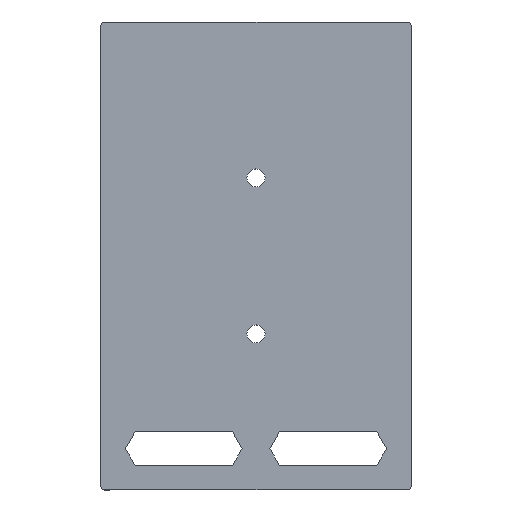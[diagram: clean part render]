
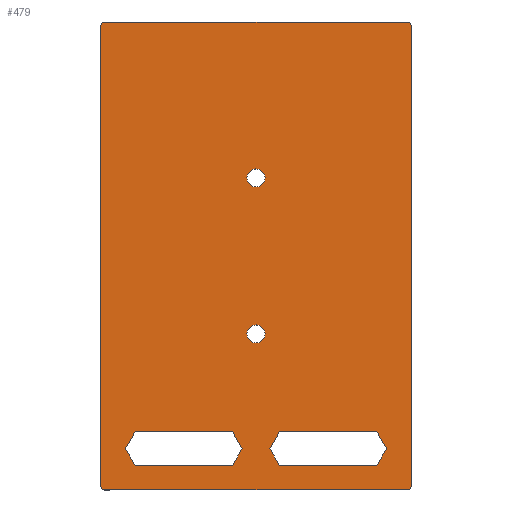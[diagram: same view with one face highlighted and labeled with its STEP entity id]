
A CAD part, top view. The second image highlights one B-rep face of the part: STEP entity #479.
In plain terms, the highlighted planar face has unit normal (0, 0, 1).
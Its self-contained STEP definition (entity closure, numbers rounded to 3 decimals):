
#15=FACE_BOUND('',#80,.T.);
#16=FACE_BOUND('',#81,.T.);
#17=FACE_BOUND('',#82,.T.);
#18=FACE_BOUND('',#83,.T.);
#24=CIRCLE('',#517,0.5);
#25=CIRCLE('',#520,0.5);
#26=CIRCLE('',#521,0.5);
#27=CIRCLE('',#522,0.5);
#28=CIRCLE('',#523,1.1);
#29=CIRCLE('',#524,1.1);
#55=FACE_OUTER_BOUND('',#79,.T.);
#79=EDGE_LOOP('',(#371,#372,#373,#374,#375,#376,#377,#378));
#80=EDGE_LOOP('',(#379,#380,#381,#382,#383,#384));
#81=EDGE_LOOP('',(#385,#386,#387,#388,#389,#390));
#82=EDGE_LOOP('',(#391));
#83=EDGE_LOOP('',(#392));
#99=LINE('',#675,#153);
#103=LINE('',#682,#157);
#106=LINE('',#688,#160);
#109=LINE('',#694,#163);
#112=LINE('',#700,#166);
#114=LINE('',#703,#168);
#117=LINE('',#711,#171);
#121=LINE('',#718,#175);
#124=LINE('',#724,#178);
#127=LINE('',#730,#181);
#130=LINE('',#736,#184);
#132=LINE('',#739,#186);
#135=LINE('',#751,#189);
#138=LINE('',#757,#192);
#139=LINE('',#761,#193);
#140=LINE('',#765,#194);
#153=VECTOR('',#545,10.);
#157=VECTOR('',#551,10.);
#160=VECTOR('',#556,10.);
#163=VECTOR('',#561,10.);
#166=VECTOR('',#566,10.);
#168=VECTOR('',#570,10.);
#171=VECTOR('',#575,10.);
#175=VECTOR('',#581,10.);
#178=VECTOR('',#586,10.);
#181=VECTOR('',#591,10.);
#184=VECTOR('',#596,10.);
#186=VECTOR('',#600,10.);
#189=VECTOR('',#611,10.);
#192=VECTOR('',#616,10.);
#193=VECTOR('',#619,10.);
#194=VECTOR('',#622,10.);
#207=VERTEX_POINT('',#672);
#208=VERTEX_POINT('',#674);
#210=VERTEX_POINT('',#680);
#212=VERTEX_POINT('',#686);
#214=VERTEX_POINT('',#692);
#216=VERTEX_POINT('',#698);
#219=VERTEX_POINT('',#708);
#220=VERTEX_POINT('',#710);
#222=VERTEX_POINT('',#716);
#224=VERTEX_POINT('',#722);
#226=VERTEX_POINT('',#728);
#228=VERTEX_POINT('',#734);
#231=VERTEX_POINT('',#744);
#232=VERTEX_POINT('',#746);
#233=VERTEX_POINT('',#750);
#235=VERTEX_POINT('',#756);
#236=VERTEX_POINT('',#758);
#237=VERTEX_POINT('',#760);
#238=VERTEX_POINT('',#762);
#239=VERTEX_POINT('',#764);
#240=VERTEX_POINT('',#767);
#241=VERTEX_POINT('',#769);
#251=EDGE_CURVE('',#208,#207,#99,.T.);
#255=EDGE_CURVE('',#207,#210,#103,.T.);
#258=EDGE_CURVE('',#210,#212,#106,.T.);
#261=EDGE_CURVE('',#212,#214,#109,.T.);
#264=EDGE_CURVE('',#214,#216,#112,.T.);
#266=EDGE_CURVE('',#216,#208,#114,.T.);
#269=EDGE_CURVE('',#220,#219,#117,.T.);
#273=EDGE_CURVE('',#219,#222,#121,.T.);
#276=EDGE_CURVE('',#222,#224,#124,.T.);
#279=EDGE_CURVE('',#224,#226,#127,.T.);
#282=EDGE_CURVE('',#226,#228,#130,.T.);
#284=EDGE_CURVE('',#228,#220,#132,.T.);
#287=EDGE_CURVE('',#231,#232,#24,.T.);
#289=EDGE_CURVE('',#232,#233,#135,.T.);
#292=EDGE_CURVE('',#235,#231,#138,.T.);
#293=EDGE_CURVE('',#236,#235,#25,.T.);
#294=EDGE_CURVE('',#237,#236,#139,.T.);
#295=EDGE_CURVE('',#238,#237,#26,.T.);
#296=EDGE_CURVE('',#239,#238,#140,.T.);
#297=EDGE_CURVE('',#233,#239,#27,.T.);
#298=EDGE_CURVE('',#240,#240,#28,.T.);
#299=EDGE_CURVE('',#241,#241,#29,.T.);
#371=ORIENTED_EDGE('',*,*,#287,.F.);
#372=ORIENTED_EDGE('',*,*,#292,.F.);
#373=ORIENTED_EDGE('',*,*,#293,.F.);
#374=ORIENTED_EDGE('',*,*,#294,.F.);
#375=ORIENTED_EDGE('',*,*,#295,.F.);
#376=ORIENTED_EDGE('',*,*,#296,.F.);
#377=ORIENTED_EDGE('',*,*,#297,.F.);
#378=ORIENTED_EDGE('',*,*,#289,.F.);
#379=ORIENTED_EDGE('',*,*,#251,.T.);
#380=ORIENTED_EDGE('',*,*,#255,.T.);
#381=ORIENTED_EDGE('',*,*,#258,.T.);
#382=ORIENTED_EDGE('',*,*,#261,.T.);
#383=ORIENTED_EDGE('',*,*,#264,.T.);
#384=ORIENTED_EDGE('',*,*,#266,.T.);
#385=ORIENTED_EDGE('',*,*,#269,.T.);
#386=ORIENTED_EDGE('',*,*,#273,.T.);
#387=ORIENTED_EDGE('',*,*,#276,.T.);
#388=ORIENTED_EDGE('',*,*,#279,.T.);
#389=ORIENTED_EDGE('',*,*,#282,.T.);
#390=ORIENTED_EDGE('',*,*,#284,.T.);
#391=ORIENTED_EDGE('',*,*,#298,.F.);
#392=ORIENTED_EDGE('',*,*,#299,.F.);
#460=PLANE('',#519);
#479=ADVANCED_FACE('',(#55,#15,#16,#17,#18),#460,.F.);
#517=AXIS2_PLACEMENT_3D('',#747,#606,#607);
#519=AXIS2_PLACEMENT_3D('',#755,#614,#615);
#520=AXIS2_PLACEMENT_3D('',#759,#617,#618);
#521=AXIS2_PLACEMENT_3D('',#763,#620,#621);
#522=AXIS2_PLACEMENT_3D('',#766,#623,#624);
#523=AXIS2_PLACEMENT_3D('',#768,#625,#626);
#524=AXIS2_PLACEMENT_3D('',#770,#627,#628);
#545=DIRECTION('',(0.5,-0.866,0.));
#551=DIRECTION('',(-0.5,-0.866,0.));
#556=DIRECTION('',(-1.,0.,0.));
#561=DIRECTION('',(-0.5,0.866,0.));
#566=DIRECTION('',(0.5,0.866,0.));
#570=DIRECTION('',(1.,0.,0.));
#575=DIRECTION('',(-0.5,-0.866,0.));
#581=DIRECTION('',(-1.,0.,0.));
#586=DIRECTION('',(-0.5,0.866,0.));
#591=DIRECTION('',(0.5,0.866,0.));
#596=DIRECTION('',(1.,0.,0.));
#600=DIRECTION('',(0.5,-0.866,0.));
#606=DIRECTION('center_axis',(0.,0.,
-1.));
#607=DIRECTION('ref_axis',(-0.707,0.707,0.));
#611=DIRECTION('',(1.,0.,0.));
#614=DIRECTION('center_axis',(0.,0.,
-1.));
#615=DIRECTION('ref_axis',(1.,0.,0.));
#616=DIRECTION('',(0.,1.,0.));
#617=DIRECTION('center_axis',(0.,0.,
-1.));
#618=DIRECTION('ref_axis',(-0.707,-0.707,0.));
#619=DIRECTION('',(-1.,0.,0.));
#620=DIRECTION('center_axis',(0.,0.,
-1.));
#621=DIRECTION('ref_axis',(0.707,-0.707,0.));
#622=DIRECTION('',(0.,-1.,0.));
#623=DIRECTION('center_axis',(0.,0.,
-1.));
#624=DIRECTION('ref_axis',(0.707,0.707,0.));
#625=DIRECTION('center_axis',(0.,0.,
1.));
#626=DIRECTION('ref_axis',(1.,0.,0.));
#627=DIRECTION('center_axis',(0.,0.,
1.));
#628=DIRECTION('ref_axis',(1.,0.,0.));
#672=CARTESIAN_POINT('',(35.385,-80.063,-3.));
#674=CARTESIAN_POINT('',(34.201,-78.013,-3.));
#675=CARTESIAN_POINT('',(30.503,-71.608,-3.));
#680=CARTESIAN_POINT('',(34.201,-82.113,-3.));
#682=CARTESIAN_POINT('',(40.097,-71.901,-3.));
#686=CARTESIAN_POINT('',(22.309,-82.113,-3.));
#688=CARTESIAN_POINT('',(29.692,-82.113,-3.));
#692=CARTESIAN_POINT('',(21.125,-80.063,-3.));
#694=CARTESIAN_POINT('',(18.026,-74.695,-3.));
#698=CARTESIAN_POINT('',(22.309,-78.013,-3.));
#700=CARTESIAN_POINT('',(28.804,-66.763,-3.));
#703=CARTESIAN_POINT('',(35.638,-78.013,-3.));
#708=CARTESIAN_POINT('',(51.842,-82.113,-3.));
#710=CARTESIAN_POINT('',(53.025,-80.063,-3.));
#711=CARTESIAN_POINT('',(55.533,-75.72,-3.));
#716=CARTESIAN_POINT('',(39.95,-82.113,-3.));
#718=CARTESIAN_POINT('',(38.512,-82.113,-3.));
#722=CARTESIAN_POINT('',(38.766,-80.063,-3.));
#724=CARTESIAN_POINT('',(33.461,-70.876,-3.));
#728=CARTESIAN_POINT('',(39.95,-78.013,-3.));
#730=CARTESIAN_POINT('',(44.24,-70.583,-3.));
#734=CARTESIAN_POINT('',(51.842,-78.013,-3.));
#736=CARTESIAN_POINT('',(44.459,-78.013,-3.));
#739=CARTESIAN_POINT('',(45.938,-67.788,-3.));
#744=CARTESIAN_POINT('',(18.125,-28.463,-3.));
#746=CARTESIAN_POINT('',(18.625,-27.963,-3.));
#747=CARTESIAN_POINT('Origin',(18.625,-28.463,-3.));
#750=CARTESIAN_POINT('',(55.525,-27.963,-3.));
#751=CARTESIAN_POINT('',(27.6,-27.963,-3.));
#755=CARTESIAN_POINT('Origin',(37.075,-56.538,-3.));
#756=CARTESIAN_POINT('',(18.125,-84.613,-3.));
#757=CARTESIAN_POINT('',(18.125,-70.826,-3.));
#758=CARTESIAN_POINT('',(18.625,-85.113,-3.));
#759=CARTESIAN_POINT('Origin',(18.625,-84.613,-3.));
#760=CARTESIAN_POINT('',(55.525,-85.113,-3.));
#761=CARTESIAN_POINT('',(46.55,-85.113,-3.));
#762=CARTESIAN_POINT('',(56.025,-84.613,-3.));
#763=CARTESIAN_POINT('Origin',(55.525,-84.613,-3.));
#764=CARTESIAN_POINT('',(56.025,-28.463,-3.));
#765=CARTESIAN_POINT('',(56.025,-42.251,-3.));
#766=CARTESIAN_POINT('Origin',(55.525,-28.463,-3.));
#767=CARTESIAN_POINT('',(35.975,-47.013,-3.));
#768=CARTESIAN_POINT('Origin',(37.075,-47.013,-3.));
#769=CARTESIAN_POINT('',(35.975,-66.063,-3.));
#770=CARTESIAN_POINT('Origin',(37.075,-66.063,-3.));
